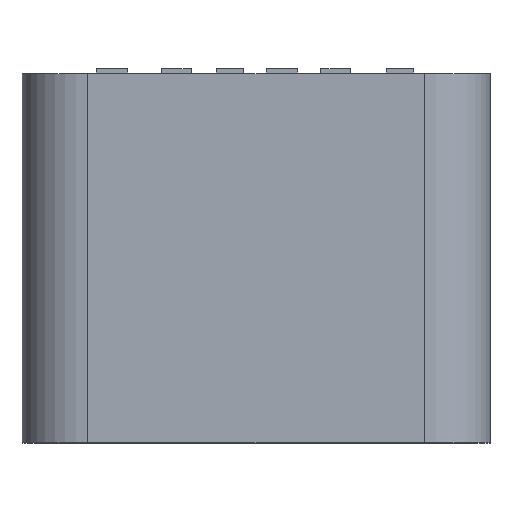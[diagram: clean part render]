
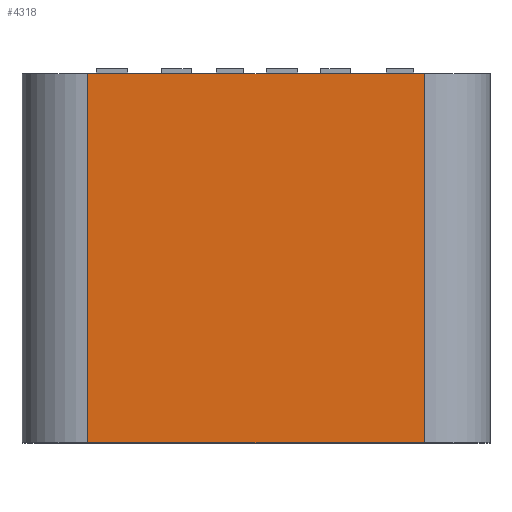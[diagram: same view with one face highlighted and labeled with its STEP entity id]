
A CAD part, top view. The second image highlights one B-rep face of the part: STEP entity #4318.
In plain terms, the highlighted planar face has unit normal (0, 0, 1).
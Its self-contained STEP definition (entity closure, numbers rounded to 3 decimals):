
#190 = PLANE('',#191);
#191 = AXIS2_PLACEMENT_3D('',#192,#193,#194);
#192 = CARTESIAN_POINT('',(0.,0.25,1.605));
#193 = DIRECTION('',(0.,1.,0.));
#194 = DIRECTION('',(0.,0.,1.));
#389 = PLANE('',#390);
#390 = AXIS2_PLACEMENT_3D('',#391,#392,#393);
#391 = CARTESIAN_POINT('',(0.,-6.8,1.605));
#392 = DIRECTION('',(0.,1.,0.));
#393 = DIRECTION('',(0.,0.,1.));
#417 = CYLINDRICAL_SURFACE('',#418,1.255);
#418 = AXIS2_PLACEMENT_3D('',#419,#420,#421);
#419 = CARTESIAN_POINT('',(-3.215,0.25,1.955));
#420 = DIRECTION('',(0.,1.,0.));
#421 = DIRECTION('',(1.,0.,0.));
#592 = VERTEX_POINT('',#593);
#593 = CARTESIAN_POINT('',(-3.215,0.25,3.21));
#618 = EDGE_CURVE('',#592,#619,#621,.T.);
#619 = VERTEX_POINT('',#620);
#620 = CARTESIAN_POINT('',(3.215,0.25,3.21));
#621 = SURFACE_CURVE('',#622,(#626,#633),.PCURVE_S1.);
#622 = LINE('',#623,#624);
#623 = CARTESIAN_POINT('',(-3.215,0.25,3.21));
#624 = VECTOR('',#625,1.);
#625 = DIRECTION('',(1.,0.,0.));
#626 = PCURVE('',#190,#627);
#627 = DEFINITIONAL_REPRESENTATION('',(#628),#632);
#628 = LINE('',#629,#630);
#629 = CARTESIAN_POINT('',(1.605,-3.215));
#630 = VECTOR('',#631,1.);
#631 = DIRECTION('',(0.,1.));
#632 = ( GEOMETRIC_REPRESENTATION_CONTEXT(2) 
PARAMETRIC_REPRESENTATION_CONTEXT() REPRESENTATION_CONTEXT('2D SPACE',''
  ) );
#633 = PCURVE('',#634,#639);
#634 = PLANE('',#635);
#635 = AXIS2_PLACEMENT_3D('',#636,#637,#638);
#636 = CARTESIAN_POINT('',(-3.215,0.25,3.21));
#637 = DIRECTION('',(0.,0.,1.));
#638 = DIRECTION('',(1.,0.,0.));
#639 = DEFINITIONAL_REPRESENTATION('',(#640),#644);
#640 = LINE('',#641,#642);
#641 = CARTESIAN_POINT('',(0.,0.));
#642 = VECTOR('',#643,1.);
#643 = DIRECTION('',(1.,0.));
#644 = ( GEOMETRIC_REPRESENTATION_CONTEXT(2) 
PARAMETRIC_REPRESENTATION_CONTEXT() REPRESENTATION_CONTEXT('2D SPACE',''
  ) );
#667 = CYLINDRICAL_SURFACE('',#668,1.255);
#668 = AXIS2_PLACEMENT_3D('',#669,#670,#671);
#669 = CARTESIAN_POINT('',(3.215,0.25,1.955));
#670 = DIRECTION('',(0.,1.,0.));
#671 = DIRECTION('',(1.,0.,0.));
#1429 = EDGE_CURVE('',#592,#1430,#1432,.T.);
#1430 = VERTEX_POINT('',#1431);
#1431 = CARTESIAN_POINT('',(-3.215,-6.8,3.21));
#1432 = SURFACE_CURVE('',#1433,(#1437,#1443),.PCURVE_S1.);
#1433 = LINE('',#1434,#1435);
#1434 = CARTESIAN_POINT('',(-3.215,0.25,3.21));
#1435 = VECTOR('',#1436,1.);
#1436 = DIRECTION('',(0.,-1.,0.));
#1437 = PCURVE('',#417,#1438);
#1438 = DEFINITIONAL_REPRESENTATION('',(#1439),#1442);
#1439 = B_SPLINE_CURVE_WITH_KNOTS('',1,(#1440,#1441),.UNSPECIFIED.,.F.,
  .F.,(2,2),(0.,7.05),.PIECEWISE_BEZIER_KNOTS.);
#1440 = CARTESIAN_POINT('',(-1.571,0.));
#1441 = CARTESIAN_POINT('',(-1.571,-7.05));
#1442 = ( GEOMETRIC_REPRESENTATION_CONTEXT(2) 
PARAMETRIC_REPRESENTATION_CONTEXT() REPRESENTATION_CONTEXT('2D SPACE',''
  ) );
#1443 = PCURVE('',#634,#1444);
#1444 = DEFINITIONAL_REPRESENTATION('',(#1445),#1449);
#1445 = LINE('',#1446,#1447);
#1446 = CARTESIAN_POINT('',(0.,0.));
#1447 = VECTOR('',#1448,1.);
#1448 = DIRECTION('',(0.,-1.));
#1449 = ( GEOMETRIC_REPRESENTATION_CONTEXT(2) 
PARAMETRIC_REPRESENTATION_CONTEXT() REPRESENTATION_CONTEXT('2D SPACE',''
  ) );
#1483 = EDGE_CURVE('',#1430,#1484,#1486,.T.);
#1484 = VERTEX_POINT('',#1485);
#1485 = CARTESIAN_POINT('',(3.215,-6.8,3.21));
#1486 = SURFACE_CURVE('',#1487,(#1491,#1498),.PCURVE_S1.);
#1487 = LINE('',#1488,#1489);
#1488 = CARTESIAN_POINT('',(-3.215,-6.8,3.21));
#1489 = VECTOR('',#1490,1.);
#1490 = DIRECTION('',(1.,0.,0.));
#1491 = PCURVE('',#389,#1492);
#1492 = DEFINITIONAL_REPRESENTATION('',(#1493),#1497);
#1493 = LINE('',#1494,#1495);
#1494 = CARTESIAN_POINT('',(1.605,-3.215));
#1495 = VECTOR('',#1496,1.);
#1496 = DIRECTION('',(0.,1.));
#1497 = ( GEOMETRIC_REPRESENTATION_CONTEXT(2) 
PARAMETRIC_REPRESENTATION_CONTEXT() REPRESENTATION_CONTEXT('2D SPACE',''
  ) );
#1498 = PCURVE('',#634,#1499);
#1499 = DEFINITIONAL_REPRESENTATION('',(#1500),#1504);
#1500 = LINE('',#1501,#1502);
#1501 = CARTESIAN_POINT('',(0.,-7.05));
#1502 = VECTOR('',#1503,1.);
#1503 = DIRECTION('',(1.,0.));
#1504 = ( GEOMETRIC_REPRESENTATION_CONTEXT(2) 
PARAMETRIC_REPRESENTATION_CONTEXT() REPRESENTATION_CONTEXT('2D SPACE',''
  ) );
#4298 = EDGE_CURVE('',#619,#1484,#4299,.T.);
#4299 = SURFACE_CURVE('',#4300,(#4304,#4310),.PCURVE_S1.);
#4300 = LINE('',#4301,#4302);
#4301 = CARTESIAN_POINT('',(3.215,0.25,3.21));
#4302 = VECTOR('',#4303,1.);
#4303 = DIRECTION('',(0.,-1.,0.));
#4304 = PCURVE('',#667,#4305);
#4305 = DEFINITIONAL_REPRESENTATION('',(#4306),#4309);
#4306 = B_SPLINE_CURVE_WITH_KNOTS('',1,(#4307,#4308),.UNSPECIFIED.,.F.,
  .F.,(2,2),(0.,7.05),.PIECEWISE_BEZIER_KNOTS.);
#4307 = CARTESIAN_POINT('',(-1.571,0.));
#4308 = CARTESIAN_POINT('',(-1.571,-7.05));
#4309 = ( GEOMETRIC_REPRESENTATION_CONTEXT(2) 
PARAMETRIC_REPRESENTATION_CONTEXT() REPRESENTATION_CONTEXT('2D SPACE',''
  ) );
#4310 = PCURVE('',#634,#4311);
#4311 = DEFINITIONAL_REPRESENTATION('',(#4312),#4316);
#4312 = LINE('',#4313,#4314);
#4313 = CARTESIAN_POINT('',(6.43,0.));
#4314 = VECTOR('',#4315,1.);
#4315 = DIRECTION('',(0.,-1.));
#4316 = ( GEOMETRIC_REPRESENTATION_CONTEXT(2) 
PARAMETRIC_REPRESENTATION_CONTEXT() REPRESENTATION_CONTEXT('2D SPACE',''
  ) );
#4318 = ADVANCED_FACE('',(#4319),#634,.T.);
#4319 = FACE_BOUND('',#4320,.T.);
#4320 = EDGE_LOOP('',(#4321,#4322,#4323,#4324));
#4321 = ORIENTED_EDGE('',*,*,#1429,.T.);
#4322 = ORIENTED_EDGE('',*,*,#1483,.T.);
#4323 = ORIENTED_EDGE('',*,*,#4298,.F.);
#4324 = ORIENTED_EDGE('',*,*,#618,.F.);
